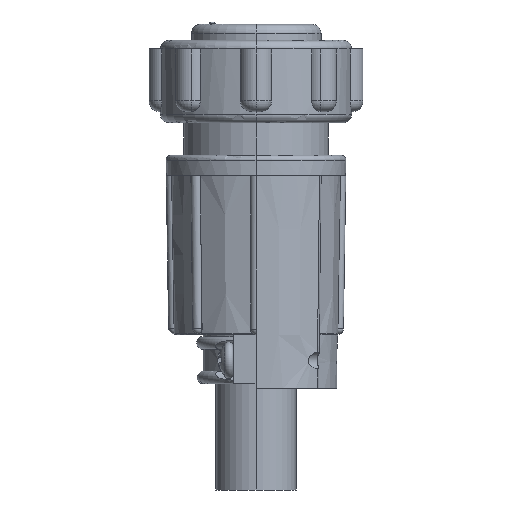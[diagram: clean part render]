
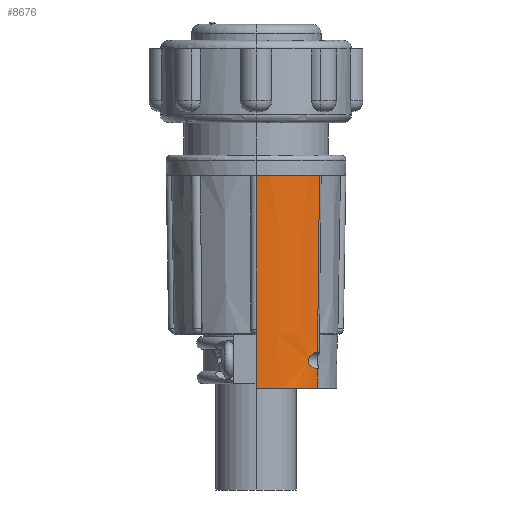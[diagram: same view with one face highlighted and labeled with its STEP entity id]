
A CAD part, left-side view. The second image highlights one B-rep face of the part: STEP entity #8676.
In plain terms, the highlighted conical face has half-angle 0.9 degrees and reference radius 12.529 mm.
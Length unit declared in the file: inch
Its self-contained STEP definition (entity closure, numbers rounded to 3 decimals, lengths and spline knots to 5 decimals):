
#568 = CARTESIAN_POINT ( 'NONE',  ( -0.33701, -0.33701, -1.89146 ) ) ;
#948 = B_SPLINE_CURVE_WITH_KNOTS ( 'NONE', 3,
 ( #3358, #3246, #2943, #2868, #2761, #2804, #2735, #8335, #8290, #8264, #8232, #8184, #8123, #8090, #7959, #7630, #7655, #7549, #7495, #6493, #6438, #6229, #6202, #6181 ),
 .UNSPECIFIED., .F., .F.,
 ( 4, 2, 2, 2, 2, 2, 2, 2, 2, 2, 2, 4 ),
 ( 0., 0.00055, 0.00109, 0.00164, 0.00191, 0.00219, 0.00246, 0.00273, 0.00301, 0.00328, 0.00383, 0.00437 ),
 .UNSPECIFIED. ) ;
#978 = CIRCLE ( 'NONE', #8649, 0.47489 ) ;
#1071 = CIRCLE ( 'NONE', #2255, 0.49327 ) ;
#1277 = CARTESIAN_POINT ( 'NONE',  ( -0.33801, -0.33801, -1.8006 ) ) ;
#1363 = CARTESIAN_POINT ( 'NONE',  ( -0.3488, -0.3488, -0.83 ) ) ;
#1437 = AXIS2_PLACEMENT_3D ( 'NONE', #6409, #8529, #3668 ) ;
#1866 = VERTEX_POINT ( 'NONE', #7988 ) ;
#1923 = DIRECTION ( 'NONE',  ( 1., 0., 0. ) ) ;
#1944 = DIRECTION ( 'NONE',  ( 0., 0., -1. ) ) ;
#1956 = CARTESIAN_POINT ( 'NONE',  ( 0., 0., -0.83 ) ) ;
#2255 = AXIS2_PLACEMENT_3D ( 'NONE', #1956, #1944, #1923 ) ;
#2348 = VECTOR ( 'NONE', #7050, 39.37008 ) ;
#2398 = DIRECTION ( 'NONE',  ( 1., 0., 0. ) ) ;
#2412 = DIRECTION ( 'NONE',  ( 0., 0., 1. ) ) ;
#2422 = CARTESIAN_POINT ( 'NONE',  ( 0., 0., -2. ) ) ;
#2436 = LINE ( 'NONE', #7667, #2348 ) ;
#2452 = EDGE_CURVE ( 'NONE', #7570, #3024, #948, .T. ) ;
#2517 = EDGE_CURVE ( 'NONE', #5182, #4583, #2436, .T. ) ;
#2735 = CARTESIAN_POINT ( 'NONE',  ( -0.37286, -0.29738, -1.87203 ) ) ;
#2761 = CARTESIAN_POINT ( 'NONE',  ( -0.36101, -0.3114, -1.88372 ) ) ;
#2804 = CARTESIAN_POINT ( 'NONE',  ( -0.36914, -0.3019, -1.87656 ) ) ;
#2868 = CARTESIAN_POINT ( 'NONE',  ( -0.35648, -0.31653, -1.88643 ) ) ;
#2943 = CARTESIAN_POINT ( 'NONE',  ( -0.34707, -0.32674, -1.89016 ) ) ;
#3024 = VERTEX_POINT ( 'NONE', #1277 ) ;
#3033 = VERTEX_POINT ( 'NONE', #1363 ) ;
#3246 = CARTESIAN_POINT ( 'NONE',  ( -0.34215, -0.33186, -1.89123 ) ) ;
#3358 = CARTESIAN_POINT ( 'NONE',  ( -0.33701, -0.33701, -1.89146 ) ) ;
#3441 = VECTOR ( 'NONE', #8063, 39.37008 ) ;
#3449 = EDGE_LOOP ( 'NONE', ( #7957, #6808, #8386, #7125, #8167, #5076, #8727 ) ) ;
#3561 = LINE ( 'NONE', #8117, #3441 ) ;
#3668 = DIRECTION ( 'NONE',  ( 1., 0., 0. ) ) ;
#3925 = EDGE_CURVE ( 'NONE', #4583, #7526, #978, .T. ) ;
#4580 = DIRECTION ( 'NONE',  ( -0.011, -0.011, 1. ) ) ;
#4583 = VERTEX_POINT ( 'NONE', #5590 ) ;
#4819 = EDGE_CURVE ( 'NONE', #7526, #7570, #3561, .T. ) ;
#5076 = ORIENTED_EDGE ( 'NONE', *, *, #6744, .T. ) ;
#5182 = VERTEX_POINT ( 'NONE', #5283 ) ;
#5283 = CARTESIAN_POINT ( 'NONE',  ( -0.47999, 0., -1.67547 ) ) ;
#5573 = EDGE_CURVE ( 'NONE', #3033, #1866, #1071, .T. ) ;
#5590 = CARTESIAN_POINT ( 'NONE',  ( -0.47489, 0., -2. ) ) ;
#5638 = VECTOR ( 'NONE', #4580, 39.37008 ) ;
#5833 = CARTESIAN_POINT ( 'NONE',  ( -0.3358, -0.3358, -2. ) ) ;
#6181 = CARTESIAN_POINT ( 'NONE',  ( -0.33801, -0.33801, -1.8006 ) ) ;
#6202 = CARTESIAN_POINT ( 'NONE',  ( -0.34315, -0.33287, -1.80094 ) ) ;
#6229 = CARTESIAN_POINT ( 'NONE',  ( -0.34812, -0.32763, -1.80214 ) ) ;
#6409 = CARTESIAN_POINT ( 'NONE',  ( 0., 0., -0.83 ) ) ;
#6438 = CARTESIAN_POINT ( 'NONE',  ( -0.35741, -0.31738, -1.80608 ) ) ;
#6493 = CARTESIAN_POINT ( 'NONE',  ( -0.36178, -0.31231, -1.80882 ) ) ;
#6744 = EDGE_CURVE ( 'NONE', #3024, #3033, #7857, .T. ) ;
#6808 = ORIENTED_EDGE ( 'NONE', *, *, #2517, .T. ) ;
#7046 = VECTOR ( 'NONE', #7091, 39.37008 ) ;
#7050 = DIRECTION ( 'NONE',  ( 0.016, 0., -1. ) ) ;
#7091 = DIRECTION ( 'NONE',  ( -0.016, 0., 1. ) ) ;
#7125 = ORIENTED_EDGE ( 'NONE', *, *, #4819, .T. ) ;
#7393 = LINE ( 'NONE', #7790, #7046 ) ;
#7495 = CARTESIAN_POINT ( 'NONE',  ( -0.36777, -0.30505, -1.81432 ) ) ;
#7526 = VERTEX_POINT ( 'NONE', #5833 ) ;
#7549 = CARTESIAN_POINT ( 'NONE',  ( -0.36964, -0.30273, -1.81636 ) ) ;
#7570 = VERTEX_POINT ( 'NONE', #568 ) ;
#7630 = CARTESIAN_POINT ( 'NONE',  ( -0.37468, -0.29628, -1.82352 ) ) ;
#7655 = CARTESIAN_POINT ( 'NONE',  ( -0.37308, -0.29836, -1.82094 ) ) ;
#7667 = CARTESIAN_POINT ( 'NONE',  ( -0.49327, 0., -0.83 ) ) ;
#7790 = CARTESIAN_POINT ( 'NONE',  ( -0.03, 0., -30.32062 ) ) ;
#7857 = LINE ( 'NONE', #8043, #5638 ) ;
#7957 = ORIENTED_EDGE ( 'NONE', *, *, #8669, .F. ) ;
#7959 = CARTESIAN_POINT ( 'NONE',  ( -0.3774, -0.29267, -1.82919 ) ) ;
#7988 = CARTESIAN_POINT ( 'NONE',  ( -0.49327, 0., -0.83 ) ) ;
#8043 = CARTESIAN_POINT ( 'NONE',  ( -0.3488, -0.3488, -0.83 ) ) ;
#8063 = DIRECTION ( 'NONE',  ( -0.011, -0.011, 1. ) ) ;
#8090 = CARTESIAN_POINT ( 'NONE',  ( -0.37853, -0.29112, -1.8323 ) ) ;
#8117 = CARTESIAN_POINT ( 'NONE',  ( -0.3488, -0.3488, -0.83 ) ) ;
#8123 = CARTESIAN_POINT ( 'NONE',  ( -0.3801, -0.28888, -1.83907 ) ) ;
#8167 = ORIENTED_EDGE ( 'NONE', *, *, #2452, .T. ) ;
#8169 = FACE_OUTER_BOUND ( 'NONE', #3449, .T. ) ;
#8184 = CARTESIAN_POINT ( 'NONE',  ( -0.38052, -0.28823, -1.8427 ) ) ;
#8232 = CARTESIAN_POINT ( 'NONE',  ( -0.38047, -0.28811, -1.84994 ) ) ;
#8264 = CARTESIAN_POINT ( 'NONE',  ( -0.38, -0.28864, -1.85356 ) ) ;
#8290 = CARTESIAN_POINT ( 'NONE',  ( -0.37832, -0.29066, -1.86033 ) ) ;
#8335 = CARTESIAN_POINT ( 'NONE',  ( -0.37713, -0.29214, -1.86348 ) ) ;
#8386 = ORIENTED_EDGE ( 'NONE', *, *, #3925, .T. ) ;
#8529 = DIRECTION ( 'NONE',  ( 0., 0., 1. ) ) ;
#8649 = AXIS2_PLACEMENT_3D ( 'NONE', #2422, #2412, #2398 ) ;
#8669 = EDGE_CURVE ( 'NONE', #5182, #1866, #7393, .T. ) ;
#8676 = ADVANCED_FACE ( 'NONE', ( #8169 ), #8913, .T. ) ;
#8727 = ORIENTED_EDGE ( 'NONE', *, *, #5573, .T. ) ;
#8913 = CONICAL_SURFACE ( 'NONE', #1437, 0.49327, 0.016 ) ;
